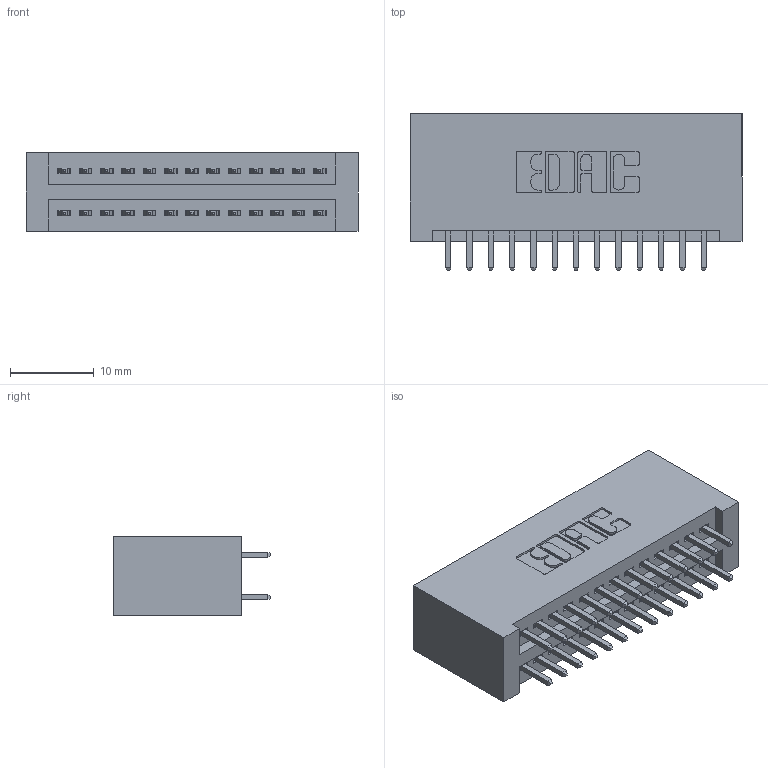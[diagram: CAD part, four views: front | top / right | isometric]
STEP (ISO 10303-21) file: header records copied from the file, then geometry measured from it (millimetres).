
FILE_DESCRIPTION (( 'STEP AP203' ), '1' );
FILE_NAME ('395-026-521-201.STEP', '2018-11-09T16:05:23', ( '' ), ( '' ), 'SwSTEP 2.0', 'SolidWorks 2016', '' );
FILE_SCHEMA (( 'CONFIG_CONTROL_DESIGN' ));
Length unit declared in the file: inch
Products named in the file (3): 395-026-521-201; 345 Part_No Mounting Lugs; 345-292-001_345-293-121
Assembly tree (27 placements, depth 2):
  395-026-521-201
    345 Part_No Mounting Lugs
    345-292-001_345-293-121  x26
Bounding box: 39.62 x 18.72 x 9.4 mm (x, y, z)
Volume: 4185.2 mm3; surface area: 5859 mm2
Topology: 27 solids, 27 shells, 1418 faces, 4191 edges, 2758 vertices
Faces by surface type: plane 934, cylinder 484
Entity records: 13845 total; most frequent: CARTESIAN_POINT 2348, ORIENTED_EDGE 2282, DIRECTION 2101, EDGE_CURVE 1141, LINE 965, VECTOR 965, VERTEX_POINT 758, AXIS2_PLACEMENT_3D 568
